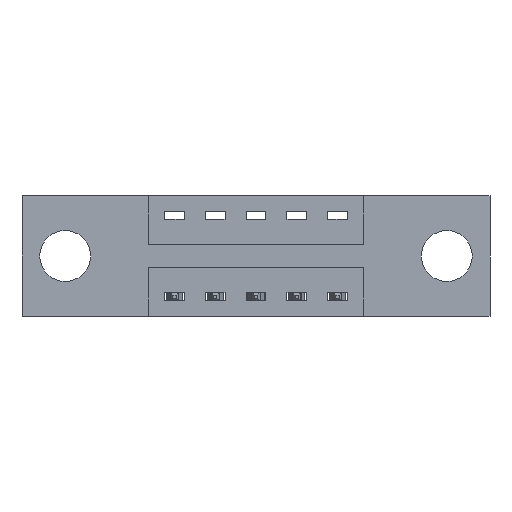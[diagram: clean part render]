
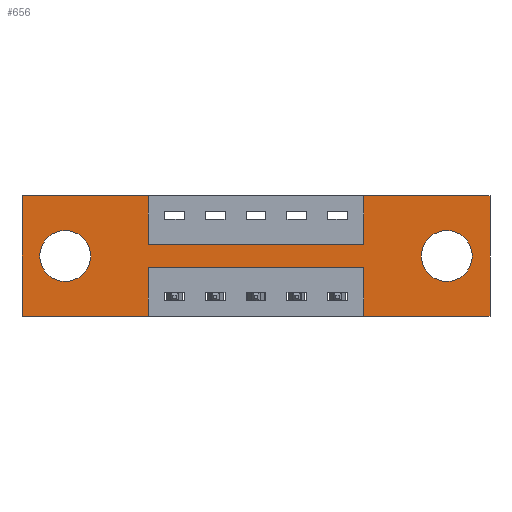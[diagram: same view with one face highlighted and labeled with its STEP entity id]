
A CAD part, front view. The second image highlights one B-rep face of the part: STEP entity #656.
In plain terms, the highlighted planar face has unit normal (0, -1, 0).
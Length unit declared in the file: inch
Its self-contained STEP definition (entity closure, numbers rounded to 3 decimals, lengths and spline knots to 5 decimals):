
#26 = DIRECTION ( 'NONE',  ( 0., 0., -1. ) ) ;
#166 = CARTESIAN_POINT ( 'NONE',  ( 1.435, 0., 0. ) ) ;
#167 = CARTESIAN_POINT ( 'NONE',  ( 0.1325, 0., -0.107 ) ) ;
#187 = DIRECTION ( 'NONE',  ( 0., 1., 0. ) ) ;
#249 = CARTESIAN_POINT ( 'NONE',  ( 0., 0., 0. ) ) ;
#274 = ORIENTED_EDGE ( 'NONE', *, *, #8197, .F. ) ;
#312 = EDGE_CURVE ( 'NONE', #3115, #2399, #3417, .T. ) ;
#502 = EDGE_CURVE ( 'NONE', #1436, #6445, #2939, .T. ) ;
#518 = ORIENTED_EDGE ( 'NONE', *, *, #1590, .T. ) ;
#656 = ADVANCED_FACE ( 'NONE', ( #7034, #7116, #1886 ), #6434, .T. ) ;
#797 = EDGE_CURVE ( 'NONE', #1099, #4556, #5479, .T. ) ;
#815 = CARTESIAN_POINT ( 'NONE',  ( 0., 0., -0.37 ) ) ;
#864 = VERTEX_POINT ( 'NONE', #2928 ) ;
#884 = EDGE_CURVE ( 'NONE', #6445, #7160, #7498, .T. ) ;
#921 = VERTEX_POINT ( 'NONE', #8352 ) ;
#997 = DIRECTION ( 'NONE',  ( 1., 0., 0. ) ) ;
#1026 = ORIENTED_EDGE ( 'NONE', *, *, #7130, .F. ) ;
#1049 = CARTESIAN_POINT ( 'NONE',  ( 1.0475, 0., -0.37 ) ) ;
#1089 = VERTEX_POINT ( 'NONE', #1354 ) ;
#1099 = VERTEX_POINT ( 'NONE', #1961 ) ;
#1169 = ORIENTED_EDGE ( 'NONE', *, *, #8188, .F. ) ;
#1184 = VECTOR ( 'NONE', #7584, 39.37008 ) ;
#1194 = CARTESIAN_POINT ( 'NONE',  ( 0.3875, 0., -0.15 ) ) ;
#1262 = LINE ( 'NONE', #1347, #1943 ) ;
#1289 = DIRECTION ( 'NONE',  ( -1., 0., 0. ) ) ;
#1347 = CARTESIAN_POINT ( 'NONE',  ( 0.3875, 0., -0.37 ) ) ;
#1354 = CARTESIAN_POINT ( 'NONE',  ( 0.1325, 0., -0.263 ) ) ;
#1436 = VERTEX_POINT ( 'NONE', #4697 ) ;
#1473 = DIRECTION ( 'NONE',  ( 0., 0., 1. ) ) ;
#1590 = EDGE_CURVE ( 'NONE', #2399, #3115, #5282, .T. ) ;
#1628 = VECTOR ( 'NONE', #8272, 39.37008 ) ;
#1637 = CARTESIAN_POINT ( 'NONE',  ( 0., 0., 0. ) ) ;
#1710 = CARTESIAN_POINT ( 'NONE',  ( 1.0475, 0., -0.37 ) ) ;
#1886 = FACE_OUTER_BOUND ( 'NONE', #4178, .T. ) ;
#1924 = DIRECTION ( 'NONE',  ( 0., -1., 0. ) ) ;
#1943 = VECTOR ( 'NONE', #26, 39.37008 ) ;
#1961 = CARTESIAN_POINT ( 'NONE',  ( 0.3875, 0., 0. ) ) ;
#2198 = VERTEX_POINT ( 'NONE', #3271 ) ;
#2243 = EDGE_LOOP ( 'NONE', ( #6863, #518 ) ) ;
#2247 = VECTOR ( 'NONE', #5355, 39.37008 ) ;
#2317 = DIRECTION ( 'NONE',  ( 0., 0., 1. ) ) ;
#2399 = VERTEX_POINT ( 'NONE', #7903 ) ;
#2640 = DIRECTION ( 'NONE',  ( 0., 1., 0. ) ) ;
#2719 = ORIENTED_EDGE ( 'NONE', *, *, #6936, .F. ) ;
#2753 = DIRECTION ( 'NONE',  ( 1., 0., 0. ) ) ;
#2833 = LINE ( 'NONE', #4077, #4998 ) ;
#2870 = ORIENTED_EDGE ( 'NONE', *, *, #884, .F. ) ;
#2877 = CARTESIAN_POINT ( 'NONE',  ( 0.3875, 0., -0.15 ) ) ;
#2928 = CARTESIAN_POINT ( 'NONE',  ( 1.0475, 0., -0.22 ) ) ;
#2939 = LINE ( 'NONE', #8196, #1628 ) ;
#2976 = DIRECTION ( 'NONE',  ( 0., 0., -1. ) ) ;
#3033 = DIRECTION ( 'NONE',  ( -1., 0., 0. ) ) ;
#3067 = CARTESIAN_POINT ( 'NONE',  ( 1.0475, 0., 0. ) ) ;
#3085 = LINE ( 'NONE', #5720, #7631 ) ;
#3115 = VERTEX_POINT ( 'NONE', #7556 ) ;
#3152 = EDGE_CURVE ( 'NONE', #6830, #1089, #6508, .T. ) ;
#3213 = ORIENTED_EDGE ( 'NONE', *, *, #502, .F. ) ;
#3271 = CARTESIAN_POINT ( 'NONE',  ( 0.3875, 0., -0.22 ) ) ;
#3417 = CIRCLE ( 'NONE', #8221, 0.078 ) ;
#3521 = ORIENTED_EDGE ( 'NONE', *, *, #3834, .F. ) ;
#3569 = EDGE_CURVE ( 'NONE', #8321, #921, #2833, .T. ) ;
#3582 = EDGE_CURVE ( 'NONE', #5886, #8321, #5461, .T. ) ;
#3731 = DIRECTION ( 'NONE',  ( 0., 0., -1. ) ) ;
#3756 = ORIENTED_EDGE ( 'NONE', *, *, #6040, .F. ) ;
#3834 = EDGE_CURVE ( 'NONE', #921, #7046, #4577, .T. ) ;
#3872 = CARTESIAN_POINT ( 'NONE',  ( 1.0475, 0., -0.15 ) ) ;
#3887 = CARTESIAN_POINT ( 'NONE',  ( 0., 0., -0.37 ) ) ;
#3890 = CARTESIAN_POINT ( 'NONE',  ( 0.1325, 0., -0.185 ) ) ;
#4077 = CARTESIAN_POINT ( 'NONE',  ( 1.435, 0., 0. ) ) ;
#4178 = EDGE_LOOP ( 'NONE', ( #3756, #7320, #1169, #3521, #4562, #5194, #274, #2719, #5135, #1026, #2870, #3213 ) ) ;
#4214 = VERTEX_POINT ( 'NONE', #3872 ) ;
#4523 = CARTESIAN_POINT ( 'NONE',  ( 1.0475, 0., 0. ) ) ;
#4556 = VERTEX_POINT ( 'NONE', #1194 ) ;
#4562 = ORIENTED_EDGE ( 'NONE', *, *, #3569, .F. ) ;
#4573 = DIRECTION ( 'NONE',  ( 0., 0., -1. ) ) ;
#4577 = LINE ( 'NONE', #3887, #6638 ) ;
#4697 = CARTESIAN_POINT ( 'NONE',  ( 0.3875, 0., -0.37 ) ) ;
#4730 = CARTESIAN_POINT ( 'NONE',  ( 0.1325, 0., -0.185 ) ) ;
#4884 = VECTOR ( 'NONE', #2317, 39.37008 ) ;
#4969 = CARTESIAN_POINT ( 'NONE',  ( 0., 0., 0. ) ) ;
#4998 = VECTOR ( 'NONE', #7996, 39.37008 ) ;
#5052 = DIRECTION ( 'NONE',  ( 0., 1., 0. ) ) ;
#5060 = ORIENTED_EDGE ( 'NONE', *, *, #7505, .T. ) ;
#5134 = VECTOR ( 'NONE', #997, 39.37008 ) ;
#5135 = ORIENTED_EDGE ( 'NONE', *, *, #797, .F. ) ;
#5149 = AXIS2_PLACEMENT_3D ( 'NONE', #7459, #5052, #3731 ) ;
#5194 = ORIENTED_EDGE ( 'NONE', *, *, #3582, .F. ) ;
#5282 = CIRCLE ( 'NONE', #5149, 0.078 ) ;
#5353 = CARTESIAN_POINT ( 'NONE',  ( 0., 0., 0. ) ) ;
#5355 = DIRECTION ( 'NONE',  ( 0., 0., 1. ) ) ;
#5369 = CARTESIAN_POINT ( 'NONE',  ( 1.3025, 0., -0.185 ) ) ;
#5461 = LINE ( 'NONE', #1637, #5134 ) ;
#5479 = LINE ( 'NONE', #8263, #6448 ) ;
#5500 = ORIENTED_EDGE ( 'NONE', *, *, #3152, .T. ) ;
#5505 = DIRECTION ( 'NONE',  ( 0., 1., 0. ) ) ;
#5720 = CARTESIAN_POINT ( 'NONE',  ( 0.3875, 0., -0.22 ) ) ;
#5886 = VERTEX_POINT ( 'NONE', #3067 ) ;
#6040 = EDGE_CURVE ( 'NONE', #2198, #1436, #1262, .T. ) ;
#6101 = DIRECTION ( 'NONE',  ( 0., 0., -1. ) ) ;
#6125 = AXIS2_PLACEMENT_3D ( 'NONE', #4730, #5505, #1473 ) ;
#6258 = EDGE_LOOP ( 'NONE', ( #5500, #5060 ) ) ;
#6434 = PLANE ( 'NONE',  #8363 ) ;
#6445 = VERTEX_POINT ( 'NONE', #815 ) ;
#6448 = VECTOR ( 'NONE', #2976, 39.37008 ) ;
#6508 = CIRCLE ( 'NONE', #6786, 0.078 ) ;
#6638 = VECTOR ( 'NONE', #1289, 39.37008 ) ;
#6643 = LINE ( 'NONE', #4523, #2247 ) ;
#6664 = VECTOR ( 'NONE', #7531, 39.37008 ) ;
#6670 = CIRCLE ( 'NONE', #6125, 0.078 ) ;
#6786 = AXIS2_PLACEMENT_3D ( 'NONE', #3890, #2640, #7799 ) ;
#6830 = VERTEX_POINT ( 'NONE', #167 ) ;
#6863 = ORIENTED_EDGE ( 'NONE', *, *, #312, .T. ) ;
#6936 = EDGE_CURVE ( 'NONE', #4556, #4214, #8178, .T. ) ;
#7034 = FACE_BOUND ( 'NONE', #2243, .T. ) ;
#7046 = VERTEX_POINT ( 'NONE', #1049 ) ;
#7072 = VECTOR ( 'NONE', #2753, 39.37008 ) ;
#7116 = FACE_BOUND ( 'NONE', #6258, .T. ) ;
#7130 = EDGE_CURVE ( 'NONE', #7160, #1099, #7233, .T. ) ;
#7156 = CARTESIAN_POINT ( 'NONE',  ( 0., 0., -0.37 ) ) ;
#7160 = VERTEX_POINT ( 'NONE', #249 ) ;
#7233 = LINE ( 'NONE', #5353, #7072 ) ;
#7320 = ORIENTED_EDGE ( 'NONE', *, *, #7845, .F. ) ;
#7459 = CARTESIAN_POINT ( 'NONE',  ( 1.3025, 0., -0.185 ) ) ;
#7498 = LINE ( 'NONE', #4969, #1184 ) ;
#7505 = EDGE_CURVE ( 'NONE', #1089, #6830, #6670, .T. ) ;
#7531 = DIRECTION ( 'NONE',  ( 1., 0., 0. ) ) ;
#7556 = CARTESIAN_POINT ( 'NONE',  ( 1.3025, 0., -0.107 ) ) ;
#7584 = DIRECTION ( 'NONE',  ( 0., 0., 1. ) ) ;
#7631 = VECTOR ( 'NONE', #3033, 39.37008 ) ;
#7750 = LINE ( 'NONE', #1710, #4884 ) ;
#7799 = DIRECTION ( 'NONE',  ( 0., 0., 1. ) ) ;
#7845 = EDGE_CURVE ( 'NONE', #864, #2198, #3085, .T. ) ;
#7903 = CARTESIAN_POINT ( 'NONE',  ( 1.3025, 0., -0.263 ) ) ;
#7996 = DIRECTION ( 'NONE',  ( 0., 0., -1. ) ) ;
#8178 = LINE ( 'NONE', #2877, #6664 ) ;
#8188 = EDGE_CURVE ( 'NONE', #7046, #864, #7750, .T. ) ;
#8196 = CARTESIAN_POINT ( 'NONE',  ( 0., 0., -0.37 ) ) ;
#8197 = EDGE_CURVE ( 'NONE', #4214, #5886, #6643, .T. ) ;
#8221 = AXIS2_PLACEMENT_3D ( 'NONE', #5369, #187, #6101 ) ;
#8263 = CARTESIAN_POINT ( 'NONE',  ( 0.3875, 0., 0. ) ) ;
#8272 = DIRECTION ( 'NONE',  ( -1., 0., 0. ) ) ;
#8321 = VERTEX_POINT ( 'NONE', #166 ) ;
#8352 = CARTESIAN_POINT ( 'NONE',  ( 1.435, 0., -0.37 ) ) ;
#8363 = AXIS2_PLACEMENT_3D ( 'NONE', #7156, #1924, #4573 ) ;
